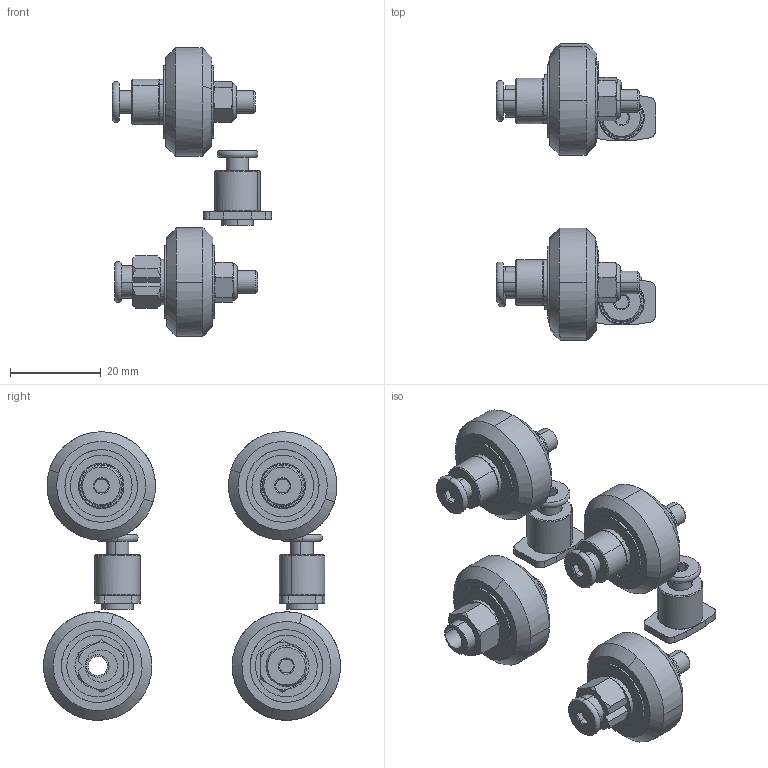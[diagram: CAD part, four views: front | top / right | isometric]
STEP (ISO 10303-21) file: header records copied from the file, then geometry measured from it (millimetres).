
FILE_DESCRIPTION((''),'2;1');
FILE_NAME('WHEEL_ASSEMBLY_ASM','2020-09-01T',('s4393944'),(''),'CREO PARAMETRIC BY PTC INC, 2015480','CREO PARAMETRIC BY PTC INC, 2015480','');
FILE_SCHEMA(('CONFIG_CONTROL_DESIGN'));
Length unit declared in the file: millimetre
Products named in the file (37): LOW_PROFILE_SCREW_M5_V1; BODY1; BODY2; BODY14; BODY15; BODY16; BODY17; BODY18; BODY19; BODY20; BODY21; BODY22; BODY23; BODY24; BODY25; BODY26; BODY27; BODY28; BODY29; BODY30; BODY31; BODY32; BODY33; BODY34; BODY35; BODY36; BODY37; BODY38; BODY39; BODY40; BODY41; BODY46; BODY47; BODY48; BODY49; NEMA_23_V_SLOT_BELT_DRIVEN_ACTU_ASM; WHEEL_ASSEMBLY_ASM
Assembly tree (38 placements, depth 3):
  WHEEL_ASSEMBLY_ASM
    NEMA_23_V_SLOT_BELT_DRIVEN_ACTU_ASM
      LOW_PROFILE_SCREW_M5_V1  x3
      BODY1
      BODY2
      BODY14
      BODY15
      BODY16
      BODY17
      BODY18
      BODY19
      BODY20
      BODY21
      BODY22
      BODY23
      BODY24
      BODY25
      BODY26
      BODY27
      BODY28
      BODY29
      BODY30
      BODY31
      BODY32
      BODY33
      BODY34
      BODY35
      BODY36
      BODY37
      BODY38
      BODY39
      BODY40
      BODY41
      BODY46
      BODY47
      BODY48
      BODY49
Bounding box: 35.06 x 65.48 x 63.6 mm (x, y, z)
Volume: 22817.2 mm3; surface area: 21392.9 mm2
Topology: 37 solids, 37 shells, 616 faces, 1691 edges, 1211 vertices
Faces by surface type: cylinder 234, plane 224, cone 140, torus 18
Entity records: 21248 total; most frequent: CARTESIAN_POINT 4707, DIRECTION 3674, ORIENTED_EDGE 3218, AXIS2_PLACEMENT_3D 1611, EDGE_CURVE 1609, VERTEX_POINT 1157, CIRCLE 919, EDGE_LOOP 702
